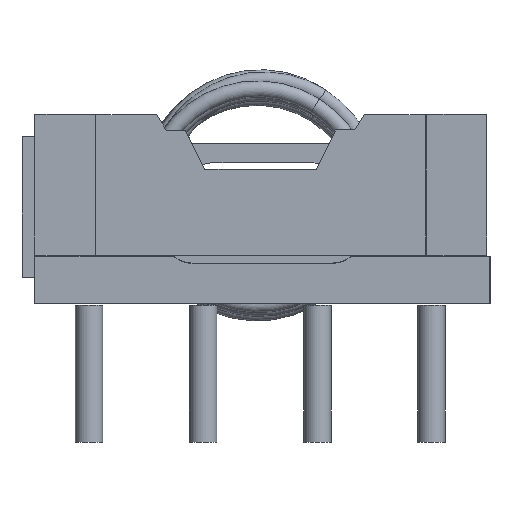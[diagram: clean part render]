
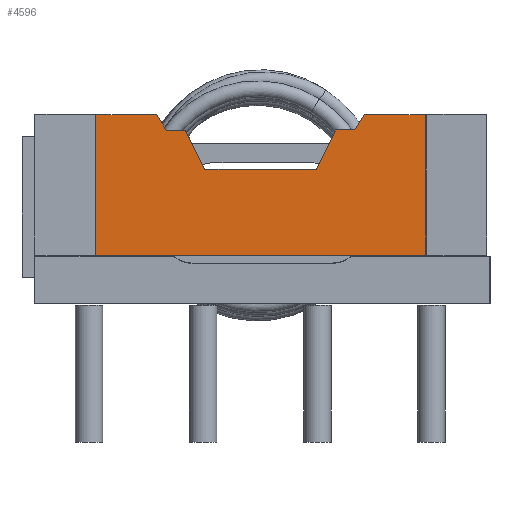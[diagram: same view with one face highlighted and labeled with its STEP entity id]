
A CAD part, left-side view. The second image highlights one B-rep face of the part: STEP entity #4596.
In plain terms, the highlighted planar face has unit normal (-1, 0, 0).
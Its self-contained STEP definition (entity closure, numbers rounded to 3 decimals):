
#4224=CARTESIAN_POINT('',(-8.038,3.157,5.689));
#4225=VERTEX_POINT('',#4224);
#4232=CARTESIAN_POINT('',(-8.038,2.527,5.689));
#4233=VERTEX_POINT('',#4232);
#4234=CARTESIAN_POINT('',(-8.038,2.527,5.689));
#4235=DIRECTION('',(0.0,1.0,0.0));
#4236=VECTOR('',#4235,0.63);
#4237=LINE('',#4234,#4236);
#4238=EDGE_CURVE('',#4233,#4225,#4237,.T.);
#4263=CARTESIAN_POINT('',(-8.038,1.886,4.4));
#4264=VERTEX_POINT('',#4263);
#4265=CARTESIAN_POINT('',(-8.038,1.886,4.4));
#4266=DIRECTION('',(0.0,0.445,0.896));
#4267=VECTOR('',#4266,1.44);
#4268=LINE('',#4265,#4267);
#4269=EDGE_CURVE('',#4264,#4233,#4268,.T.);
#4294=CARTESIAN_POINT('',(-8.038,-1.774,4.4));
#4295=VERTEX_POINT('',#4294);
#4296=CARTESIAN_POINT('',(-8.038,-1.774,4.4));
#4297=DIRECTION('',(0.0,1.0,0.0));
#4298=VECTOR('',#4297,3.66);
#4299=LINE('',#4296,#4298);
#4300=EDGE_CURVE('',#4295,#4264,#4299,.T.);
#4325=CARTESIAN_POINT('',(-8.038,-2.406,5.694));
#4326=VERTEX_POINT('',#4325);
#4327=CARTESIAN_POINT('',(-8.038,-2.406,5.694));
#4328=DIRECTION('',(0.0,0.439,-0.899));
#4329=VECTOR('',#4328,1.44);
#4330=LINE('',#4327,#4329);
#4331=EDGE_CURVE('',#4326,#4295,#4330,.T.);
#4357=CARTESIAN_POINT('',(-8.038,-3.036,5.694));
#4358=VERTEX_POINT('',#4357);
#4365=CARTESIAN_POINT('',(-8.038,-3.351,6.195));
#4366=VERTEX_POINT('',#4365);
#4367=CARTESIAN_POINT('',(-8.038,-3.351,6.195));
#4368=DIRECTION('',(0.0,0.533,-0.846));
#4369=VECTOR('',#4368,0.592);
#4370=LINE('',#4367,#4369);
#4371=EDGE_CURVE('',#4366,#4358,#4370,.T.);
#4394=CARTESIAN_POINT('',(-8.038,-3.036,5.694));
#4395=DIRECTION('',(0.0,1.0,0.0));
#4396=VECTOR('',#4395,0.63);
#4397=LINE('',#4394,#4396);
#4398=EDGE_CURVE('',#4358,#4326,#4397,.T.);
#4417=CARTESIAN_POINT('',(-8.038,3.477,6.195));
#4418=VERTEX_POINT('',#4417);
#4425=CARTESIAN_POINT('',(-8.038,3.157,5.689));
#4426=DIRECTION('',(0.0,0.535,0.845));
#4427=VECTOR('',#4426,0.598);
#4428=LINE('',#4425,#4427);
#4429=EDGE_CURVE('',#4225,#4418,#4428,.T.);
#4494=CARTESIAN_POINT('',(-8.038,-5.38,6.195));
#4495=VERTEX_POINT('',#4494);
#4496=CARTESIAN_POINT('',(-8.038,-5.38,6.195));
#4497=DIRECTION('',(0.0,1.0,0.0));
#4498=VECTOR('',#4497,2.029);
#4499=LINE('',#4496,#4498);
#4500=EDGE_CURVE('',#4495,#4366,#4499,.T.);
#4517=CARTESIAN_POINT('',(-8.038,5.47,6.195));
#4518=VERTEX_POINT('',#4517);
#4526=CARTESIAN_POINT('',(-8.038,5.47,1.575));
#4527=VERTEX_POINT('',#4526);
#4534=CARTESIAN_POINT('',(-8.038,5.47,1.575));
#4535=DIRECTION('',(0.0,0.0,1.0));
#4536=VECTOR('',#4535,4.62);
#4537=LINE('',#4534,#4536);
#4538=EDGE_CURVE('',#4527,#4518,#4537,.T.);
#4549=CARTESIAN_POINT('',(-8.038,-5.38,1.575));
#4550=VERTEX_POINT('',#4549);
#4551=CARTESIAN_POINT('',(-8.038,-5.38,1.575));
#4552=DIRECTION('',(0.0,0.0,1.0));
#4553=VECTOR('',#4552,4.62);
#4554=LINE('',#4551,#4553);
#4555=EDGE_CURVE('',#4550,#4495,#4554,.T.);
#4567=CARTESIAN_POINT('',(-8.038,-5.38,1.575));
#4568=DIRECTION('',(-1.0,0.0,0.0));
#4569=DIRECTION('',(0.0,0.0,1.0));
#4570=AXIS2_PLACEMENT_3D('',#4567,#4568,#4569);
#4571=PLANE('',#4570);
#4572=ORIENTED_EDGE('',*,*,#4429,.T.);
#4573=CARTESIAN_POINT('',(-8.038,3.477,6.195));
#4574=DIRECTION('',(0.0,1.0,0.0));
#4575=VECTOR('',#4574,1.993);
#4576=LINE('',#4573,#4575);
#4577=EDGE_CURVE('',#4418,#4518,#4576,.T.);
#4578=ORIENTED_EDGE('',*,*,#4577,.T.);
#4579=ORIENTED_EDGE('',*,*,#4538,.F.);
#4580=CARTESIAN_POINT('',(-8.038,5.47,1.575));
#4581=DIRECTION('',(0.0,-1.0,0.0));
#4582=VECTOR('',#4581,10.85);
#4583=LINE('',#4580,#4582);
#4584=EDGE_CURVE('',#4527,#4550,#4583,.T.);
#4585=ORIENTED_EDGE('',*,*,#4584,.T.);
#4586=ORIENTED_EDGE('',*,*,#4555,.T.);
#4587=ORIENTED_EDGE('',*,*,#4500,.T.);
#4588=ORIENTED_EDGE('',*,*,#4371,.T.);
#4589=ORIENTED_EDGE('',*,*,#4398,.T.);
#4590=ORIENTED_EDGE('',*,*,#4331,.T.);
#4591=ORIENTED_EDGE('',*,*,#4300,.T.);
#4592=ORIENTED_EDGE('',*,*,#4269,.T.);
#4593=ORIENTED_EDGE('',*,*,#4238,.T.);
#4594=EDGE_LOOP('',(#4572,#4578,#4579,#4585,#4586,#4587,#4588,#4589,#4590,#4591,#4592,#4593));
#4595=FACE_OUTER_BOUND('',#4594,.T.);
#4596=ADVANCED_FACE('',(#4595),#4571,.T.);
